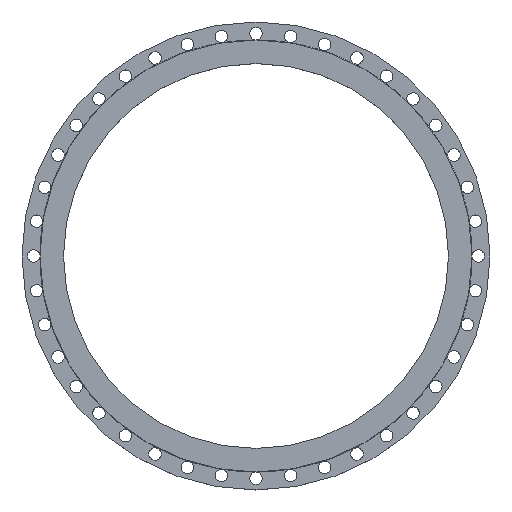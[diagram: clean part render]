
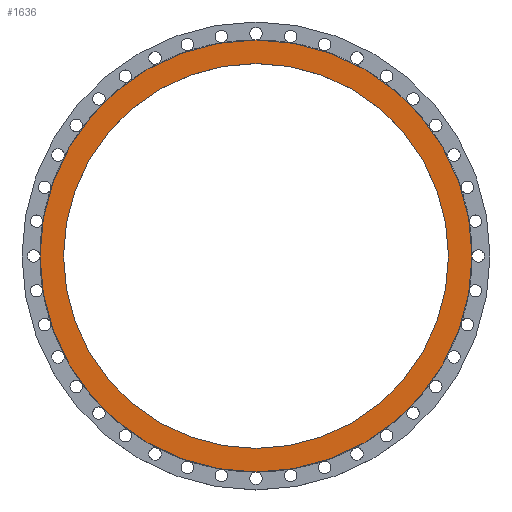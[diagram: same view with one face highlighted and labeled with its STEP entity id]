
A CAD part, top view. The second image highlights one B-rep face of the part: STEP entity #1636.
In plain terms, the highlighted planar face has unit normal (0, 0, 1).
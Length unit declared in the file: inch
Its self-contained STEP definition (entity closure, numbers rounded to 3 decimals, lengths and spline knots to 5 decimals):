
#249 = AXIS2_PLACEMENT_3D ( 'NONE', #2836, #981, #3424 ) ;
#311 = EDGE_CURVE ( 'NONE', #3602, #2049, #766, .T. ) ;
#411 = DIRECTION ( 'NONE',  ( 1., 0., 0. ) ) ;
#467 = AXIS2_PLACEMENT_3D ( 'NONE', #1234, #2907, #2590 ) ;
#554 = CARTESIAN_POINT ( 'NONE',  ( -19.5, 0., 0. ) ) ;
#696 = CARTESIAN_POINT ( 'NONE',  ( 0., 0., 0. ) ) ;
#766 = CIRCLE ( 'NONE', #1283, 19.5 ) ;
#813 = FACE_OUTER_BOUND ( 'NONE', #2481, .T. ) ;
#964 = DIRECTION ( 'NONE',  ( 0., 0., 1. ) ) ;
#981 = DIRECTION ( 'NONE',  ( 0., 0., -1. ) ) ;
#1090 = DIRECTION ( 'NONE',  ( 0., 0., 1. ) ) ;
#1234 = CARTESIAN_POINT ( 'NONE',  ( 0., 0., 0. ) ) ;
#1283 = AXIS2_PLACEMENT_3D ( 'NONE', #696, #964, #411 ) ;
#1452 = CARTESIAN_POINT ( 'NONE',  ( 0., 0., 0. ) ) ;
#1636 = ADVANCED_FACE ( 'NONE', ( #2227, #813 ), #3059, .F. ) ;
#1778 = AXIS2_PLACEMENT_3D ( 'NONE', #2566, #2029, #3668 ) ;
#1786 = ORIENTED_EDGE ( 'NONE', *, *, #311, .T. ) ;
#1975 = CIRCLE ( 'NONE', #467, 17.375 ) ;
#2006 = CARTESIAN_POINT ( 'NONE',  ( -17.375, 0., 0. ) ) ;
#2029 = DIRECTION ( 'NONE',  ( 0., 0., 1. ) ) ;
#2049 = VERTEX_POINT ( 'NONE', #554 ) ;
#2120 = EDGE_LOOP ( 'NONE', ( #3180, #3843 ) ) ;
#2227 = FACE_BOUND ( 'NONE', #2120, .T. ) ;
#2360 = ORIENTED_EDGE ( 'NONE', *, *, #3483, .T. ) ;
#2481 = EDGE_LOOP ( 'NONE', ( #1786, #2360 ) ) ;
#2566 = CARTESIAN_POINT ( 'NONE',  ( 0., 0., 0. ) ) ;
#2590 = DIRECTION ( 'NONE',  ( 1., 0., 0. ) ) ;
#2836 = CARTESIAN_POINT ( 'NONE',  ( 0., 17.375, 0. ) ) ;
#2907 = DIRECTION ( 'NONE',  ( 0., 0., 1. ) ) ;
#2954 = AXIS2_PLACEMENT_3D ( 'NONE', #1452, #1090, #3920 ) ;
#3059 = PLANE ( 'NONE',  #249 ) ;
#3180 = ORIENTED_EDGE ( 'NONE', *, *, #3863, .F. ) ;
#3226 = CIRCLE ( 'NONE', #1778, 17.375 ) ;
#3304 = EDGE_CURVE ( 'NONE', #3416, #3607, #1975, .T. ) ;
#3416 = VERTEX_POINT ( 'NONE', #2006 ) ;
#3424 = DIRECTION ( 'NONE',  ( -1., 0., 0. ) ) ;
#3435 = CARTESIAN_POINT ( 'NONE',  ( 19.5, 0., 0. ) ) ;
#3483 = EDGE_CURVE ( 'NONE', #2049, #3602, #4027, .T. ) ;
#3602 = VERTEX_POINT ( 'NONE', #3435 ) ;
#3607 = VERTEX_POINT ( 'NONE', #3729 ) ;
#3668 = DIRECTION ( 'NONE',  ( 1., 0., 0. ) ) ;
#3729 = CARTESIAN_POINT ( 'NONE',  ( 17.375, 0., 0. ) ) ;
#3843 = ORIENTED_EDGE ( 'NONE', *, *, #3304, .F. ) ;
#3863 = EDGE_CURVE ( 'NONE', #3607, #3416, #3226, .T. ) ;
#3920 = DIRECTION ( 'NONE',  ( 1., 0., 0. ) ) ;
#4027 = CIRCLE ( 'NONE', #2954, 19.5 ) ;
